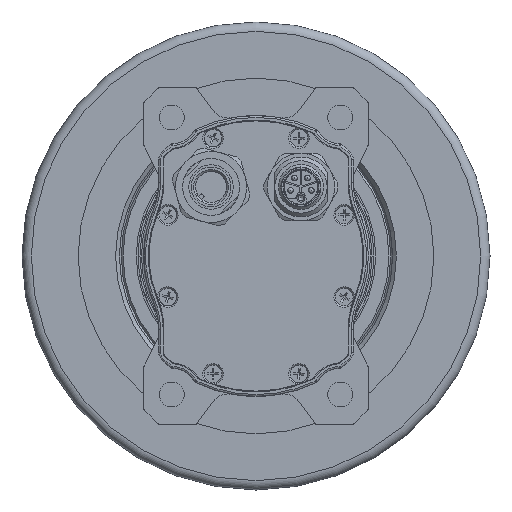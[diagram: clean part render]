
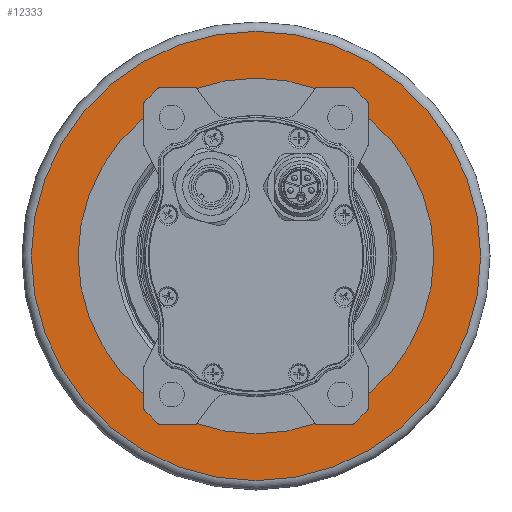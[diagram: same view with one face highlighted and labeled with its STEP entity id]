
A CAD part, left-side view. The second image highlights one B-rep face of the part: STEP entity #12333.
In plain terms, the highlighted planar face has unit normal (-1, 0, 0).
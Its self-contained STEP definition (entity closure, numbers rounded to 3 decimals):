
#256=FACE_BOUND('',#3350,.T.);
#348=PLANE('',#13092);
#2618=FACE_OUTER_BOUND('',#3349,.T.);
#3349=EDGE_LOOP('',(#7957));
#3350=EDGE_LOOP('',(#7958));
#4174=CIRCLE('',#13091,60.);
#4175=CIRCLE('',#13093,47.5);
#4985=VERTEX_POINT('',#18500);
#4986=VERTEX_POINT('',#18504);
#6140=EDGE_CURVE('',#4985,#4985,#4174,.T.);
#6141=EDGE_CURVE('',#4986,#4986,#4175,.T.);
#7957=ORIENTED_EDGE('',*,*,#6140,.F.);
#7958=ORIENTED_EDGE('',*,*,#6141,.T.);
#12333=ADVANCED_FACE('',(#2618,#256),#348,.T.);
#13091=AXIS2_PLACEMENT_3D('',#18502,#14625,#14626);
#13092=AXIS2_PLACEMENT_3D('',#18503,#14627,#14628);
#13093=AXIS2_PLACEMENT_3D('',#18505,#14629,#14630);
#14625=DIRECTION('center_axis',(1.,0.,0.));
#14626=DIRECTION('ref_axis',(0.,1.,0.));
#14627=DIRECTION('center_axis',(-1.,0.,0.));
#14628=DIRECTION('ref_axis',(0.,0.,
1.));
#14629=DIRECTION('center_axis',(1.,0.,0.));
#14630=DIRECTION('ref_axis',(0.,0.,1.));
#18500=CARTESIAN_POINT('',(-15.,0.,60.));
#18502=CARTESIAN_POINT('Origin',(-15.,0.,0.));
#18503=CARTESIAN_POINT('Origin',(-15.,40.,0.));
#18504=CARTESIAN_POINT('',(-15.,0.,-47.5));
#18505=CARTESIAN_POINT('Origin',(-15.,0.,0.));
